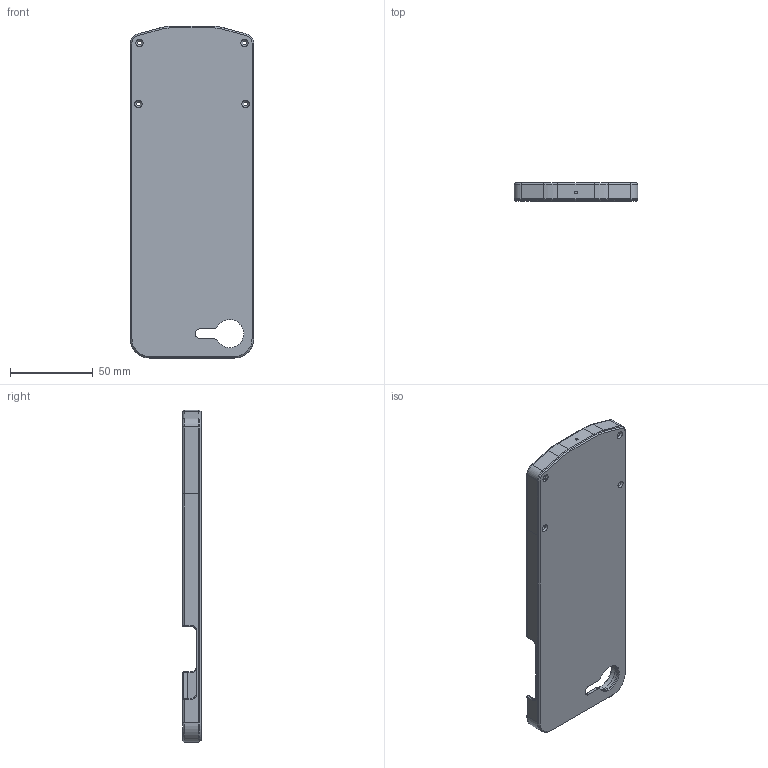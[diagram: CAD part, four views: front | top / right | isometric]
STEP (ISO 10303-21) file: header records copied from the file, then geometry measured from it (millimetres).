
FILE_DESCRIPTION(/* description */ (''),/* implementation_level */ '2;1');
FILE_NAME(/* name */ '',/* time_stamp */ '2025-11-21T20:28:49+08:00',/* author */ (''),/* organization */ (''),/* preprocessor_version */ 'ST-DEVELOPER v20.1',/* originating_system */ 'Autodesk Translation Framework v14.21.0.0',/* authorisation */ '');
FILE_SCHEMA (('AUTOMOTIVE_DESIGN { 1 0 10303 214 3 1 1 }'));
Length unit declared in the file: millimetre
Products named in the file (1): Shell
Bounding box: 74.5 x 11 x 200.36 mm (x, y, z)
Volume: 33738.3 mm3; surface area: 39978.4 mm2
Topology: 1 solids, 1 shells, 357 faces, 959 edges, 600 vertices
Faces by surface type: plane 189, cylinder 116, torus 30, cone 14, sphere 4, bspline 4
Full cylindrical faces by diameter (mm): 1.6 x1, 2.4 x4, 4 x2
Entity records: 11192 total; most frequent: CARTESIAN_POINT 2027, DIRECTION 1945, ORIENTED_EDGE 1918, EDGE_CURVE 959, LINE 659, VECTOR 659, AXIS2_PLACEMENT_3D 643, VERTEX_POINT 600
